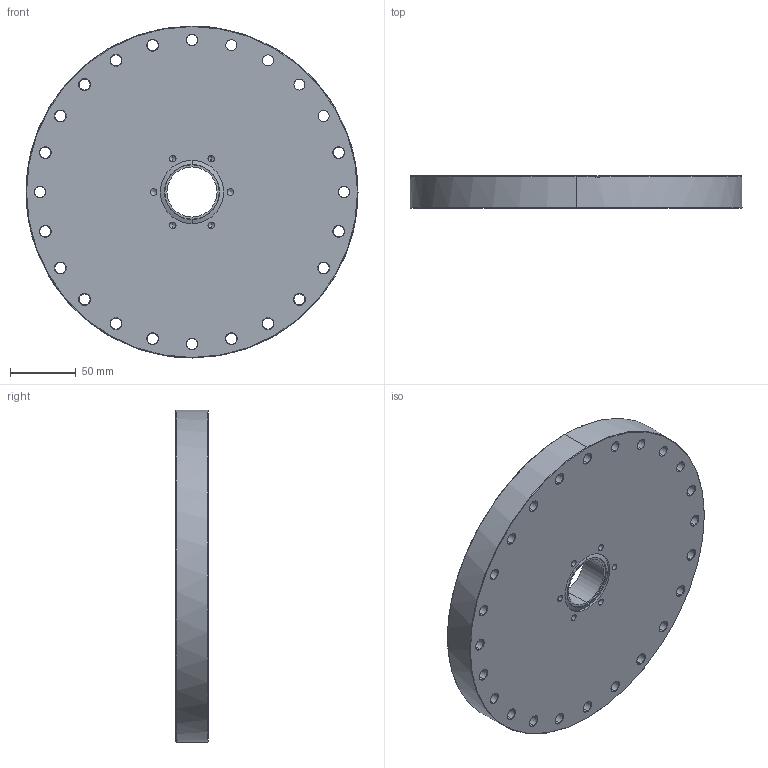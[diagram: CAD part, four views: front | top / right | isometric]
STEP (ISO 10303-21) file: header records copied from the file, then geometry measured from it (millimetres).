
FILE_DESCRIPTION (( 'STEP AP214' ), '1' );
FILE_NAME ('Hositrad_CFA200-38D.STEP', '2014-03-04T11:07:30', ( '' ), ( '' ), 'SwSTEP 2.0', 'SolidWorks 2014', '' );
FILE_SCHEMA (( 'AUTOMOTIVE_DESIGN' ));
Length unit declared in the file: millimetre
Products named in the file (1): Hositrad_CFA200-38D
Bounding box: 253.2 x 24.6 x 253.2 mm (x, y, z)
Volume: 1129705.3 mm3; surface area: 136476.2 mm2
Topology: 1 solids, 1 shells, 184 faces, 440 edges, 253 vertices
Faces by surface type: cone 105, cylinder 68, plane 11
Entity records: 5481 total; most frequent: DIRECTION 1031, CARTESIAN_POINT 878, ORIENTED_EDGE 856, EDGE_CURVE 428, AXIS2_PLACEMENT_3D 422, VERTEX_POINT 253, EDGE_LOOP 241, CIRCLE 237
